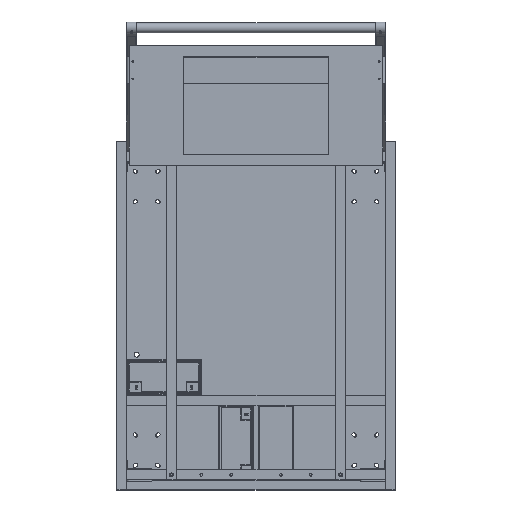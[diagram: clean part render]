
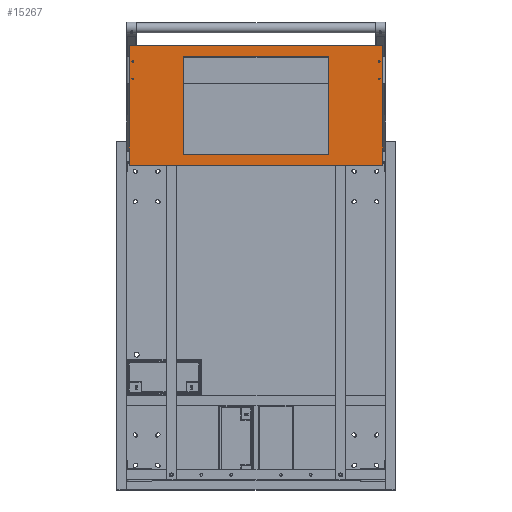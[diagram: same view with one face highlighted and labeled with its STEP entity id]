
A CAD part, top view. The second image highlights one B-rep face of the part: STEP entity #15267.
In plain terms, the highlighted planar face has unit normal (0, 0, 1).
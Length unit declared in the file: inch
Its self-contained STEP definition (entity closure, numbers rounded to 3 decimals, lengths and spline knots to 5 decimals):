
#881=FACE_BOUND('',#3345,.T.);
#882=FACE_BOUND('',#3346,.T.);
#883=FACE_BOUND('',#3347,.T.);
#884=FACE_BOUND('',#3348,.T.);
#885=FACE_BOUND('',#3349,.T.);
#1285=PLANE('',#17174);
#2221=FACE_OUTER_BOUND('',#3344,.T.);
#3344=EDGE_LOOP('',(#13757,#13758,#13759,#13760));
#3345=EDGE_LOOP('',(#13761));
#3346=EDGE_LOOP('',(#13762));
#3347=EDGE_LOOP('',(#13763));
#3348=EDGE_LOOP('',(#13764));
#3349=EDGE_LOOP('',(#13765,#13766,#13767,#13768));
#4587=LINE('',#27173,#5838);
#4589=LINE('',#27181,#5840);
#4592=LINE('',#27190,#5843);
#4593=LINE('',#27192,#5844);
#4595=LINE('',#27197,#5846);
#4596=LINE('',#27199,#5847);
#4597=LINE('',#27201,#5848);
#4598=LINE('',#27202,#5849);
#5838=VECTOR('',#21452,0.3937);
#5840=VECTOR('',#21460,0.3937);
#5843=VECTOR('',#21469,0.3937);
#5844=VECTOR('',#21472,0.3937);
#5846=VECTOR('',#21476,0.3937);
#5847=VECTOR('',#21477,0.3937);
#5848=VECTOR('',#21478,0.3937);
#5849=VECTOR('',#21479,0.3937);
#6587=CIRCLE('',#17175,0.0885);
#6588=CIRCLE('',#17176,0.0885);
#6589=CIRCLE('',#17177,0.0885);
#6590=CIRCLE('',#17178,0.0885);
#7841=VERTEX_POINT('',#27171);
#7842=VERTEX_POINT('',#27172);
#7845=VERTEX_POINT('',#27180);
#7848=VERTEX_POINT('',#27188);
#7849=VERTEX_POINT('',#27195);
#7850=VERTEX_POINT('',#27196);
#7851=VERTEX_POINT('',#27198);
#7852=VERTEX_POINT('',#27200);
#7853=VERTEX_POINT('',#27203);
#7854=VERTEX_POINT('',#27205);
#7855=VERTEX_POINT('',#27207);
#7856=VERTEX_POINT('',#27209);
#9827=EDGE_CURVE('',#7841,#7842,#4587,.T.);
#9831=EDGE_CURVE('',#7842,#7845,#4589,.T.);
#9836=EDGE_CURVE('',#7848,#7841,#4592,.T.);
#9837=EDGE_CURVE('',#7845,#7848,#4593,.T.);
#9839=EDGE_CURVE('',#7849,#7850,#4595,.T.);
#9840=EDGE_CURVE('',#7850,#7851,#4596,.T.);
#9841=EDGE_CURVE('',#7852,#7851,#4597,.T.);
#9842=EDGE_CURVE('',#7849,#7852,#4598,.T.);
#9843=EDGE_CURVE('',#7853,#7853,#6587,.T.);
#9844=EDGE_CURVE('',#7854,#7854,#6588,.T.);
#9845=EDGE_CURVE('',#7855,#7855,#6589,.T.);
#9846=EDGE_CURVE('',#7856,#7856,#6590,.T.);
#13757=ORIENTED_EDGE('',*,*,#9839,.T.);
#13758=ORIENTED_EDGE('',*,*,#9840,.T.);
#13759=ORIENTED_EDGE('',*,*,#9841,.F.);
#13760=ORIENTED_EDGE('',*,*,#9842,.F.);
#13761=ORIENTED_EDGE('',*,*,#9843,.T.);
#13762=ORIENTED_EDGE('',*,*,#9844,.T.);
#13763=ORIENTED_EDGE('',*,*,#9845,.T.);
#13764=ORIENTED_EDGE('',*,*,#9846,.T.);
#13765=ORIENTED_EDGE('',*,*,#9827,.F.);
#13766=ORIENTED_EDGE('',*,*,#9836,.F.);
#13767=ORIENTED_EDGE('',*,*,#9837,.F.);
#13768=ORIENTED_EDGE('',*,*,#9831,.F.);
#15267=ADVANCED_FACE('',(#2221,#881,#882,#883,#884,#885),#1285,.T.);
#17174=AXIS2_PLACEMENT_3D('',#27194,#21474,#21475);
#17175=AXIS2_PLACEMENT_3D('',#27204,#21480,#21481);
#17176=AXIS2_PLACEMENT_3D('',#27206,#21482,#21483);
#17177=AXIS2_PLACEMENT_3D('',#27208,#21484,#21485);
#17178=AXIS2_PLACEMENT_3D('',#27210,#21486,#21487);
#21452=DIRECTION('',(0.,-1.,0.));
#21460=DIRECTION('',(1.,0.,0.));
#21469=DIRECTION('',(-1.,0.,0.));
#21472=DIRECTION('',(0.,1.,0.));
#21474=DIRECTION('center_axis',(0.,0.,1.));
#21475=DIRECTION('ref_axis',(0.,-1.,0.));
#21476=DIRECTION('',(0.,-1.,0.));
#21477=DIRECTION('',(1.,0.,0.));
#21478=DIRECTION('',(0.,-1.,0.));
#21479=DIRECTION('',(1.,0.,0.));
#21480=DIRECTION('center_axis',(0.,0.,-1.));
#21481=DIRECTION('ref_axis',(1.,0.,0.));
#21482=DIRECTION('center_axis',(0.,0.,-1.));
#21483=DIRECTION('ref_axis',(1.,0.,0.));
#21484=DIRECTION('center_axis',(0.,0.,-1.));
#21485=DIRECTION('ref_axis',(1.,0.,0.));
#21486=DIRECTION('center_axis',(0.,0.,-1.));
#21487=DIRECTION('ref_axis',(1.,0.,0.));
#27171=CARTESIAN_POINT('',(6.7,8.50387,23.225));
#27172=CARTESIAN_POINT('',(6.7,-1.34613,23.225));
#27173=CARTESIAN_POINT('',(6.7,4.15941,23.225));
#27180=CARTESIAN_POINT('',(21.3,-1.34613,23.225));
#27181=CARTESIAN_POINT('',(11.25,-1.34613,23.225));
#27188=CARTESIAN_POINT('',(21.3,8.50387,23.225));
#27190=CARTESIAN_POINT('',(4.,8.50387,23.225));
#27192=CARTESIAN_POINT('',(21.3,9.03441,23.225));
#27194=CARTESIAN_POINT('Origin',(1.25,9.61495,23.225));
#27195=CARTESIAN_POINT('',(1.25,9.61495,23.225));
#27196=CARTESIAN_POINT('',(1.25,-2.38505,23.225));
#27197=CARTESIAN_POINT('',(1.25,9.61495,23.225));
#27198=CARTESIAN_POINT('',(26.75,-2.38505,23.225));
#27199=CARTESIAN_POINT('',(1.25,-2.38505,23.225));
#27200=CARTESIAN_POINT('',(26.75,9.61495,23.225));
#27201=CARTESIAN_POINT('',(26.75,9.61495,23.225));
#27202=CARTESIAN_POINT('',(1.25,9.61495,23.225));
#27203=CARTESIAN_POINT('',(1.536,8.01762,23.225));
#27204=CARTESIAN_POINT('Origin',(1.6245,8.01762,23.225));
#27205=CARTESIAN_POINT('',(26.287,6.26762,23.225));
#27206=CARTESIAN_POINT('Origin',(26.3755,6.26762,23.225));
#27207=CARTESIAN_POINT('',(1.536,6.26762,23.225));
#27208=CARTESIAN_POINT('Origin',(1.6245,6.26762,23.225));
#27209=CARTESIAN_POINT('',(26.287,8.01762,23.225));
#27210=CARTESIAN_POINT('Origin',(26.3755,8.01762,23.225));
